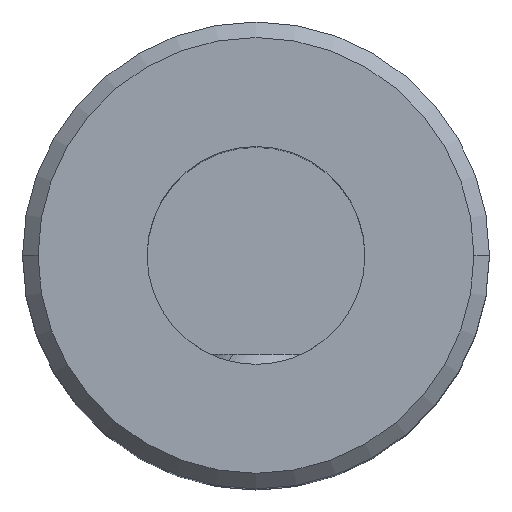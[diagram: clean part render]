
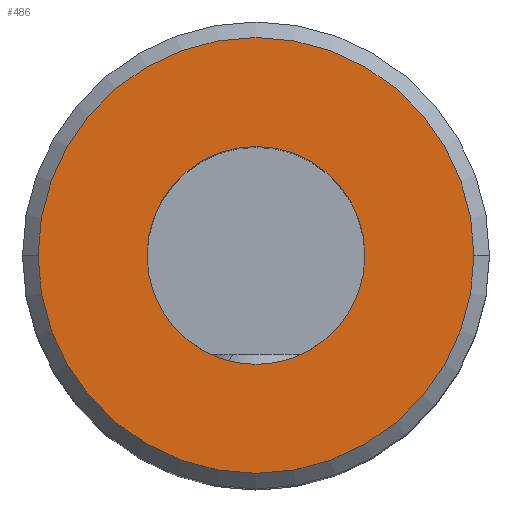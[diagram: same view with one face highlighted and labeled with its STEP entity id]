
A CAD part, top view. The second image highlights one B-rep face of the part: STEP entity #486.
In plain terms, the highlighted planar face has unit normal (0, 0, 1).
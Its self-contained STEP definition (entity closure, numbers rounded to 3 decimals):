
#486=ADVANCED_FACE('',(#632,#633),#613,.F.);
#613=PLANE('',#2063);
#632=FACE_BOUND('',#648,.T.);
#633=FACE_BOUND('',#649,.T.);
#648=EDGE_LOOP('',(#784,#785));
#649=EDGE_LOOP('',(#786,#787));
#784=ORIENTED_EDGE('',*,*,#1598,.T.);
#785=ORIENTED_EDGE('',*,*,#1599,.T.);
#786=ORIENTED_EDGE('',*,*,#1600,.T.);
#787=ORIENTED_EDGE('',*,*,#1601,.T.);
#1404=VERTEX_POINT('',#2958);
#1405=VERTEX_POINT('',#2959);
#1406=VERTEX_POINT('',#2962);
#1407=VERTEX_POINT('',#2963);
#1598=EDGE_CURVE('',#1404,#1405,#1908,.T.);
#1599=EDGE_CURVE('',#1405,#1404,#1909,.T.);
#1600=EDGE_CURVE('',#1406,#1407,#1910,.T.);
#1601=EDGE_CURVE('',#1407,#1406,#1911,.T.);
#1908=CIRCLE('',#2059,14.);
#1909=CIRCLE('',#2060,14.);
#1910=CIRCLE('',#2061,7.);
#1911=CIRCLE('',#2062,7.);
#2059=AXIS2_PLACEMENT_3D('',#2957,#2338,#2339);
#2060=AXIS2_PLACEMENT_3D('',#2960,#2340,#2341);
#2061=AXIS2_PLACEMENT_3D('',#2961,#2342,#2343);
#2062=AXIS2_PLACEMENT_3D('',#2964,#2344,#2345);
#2063=AXIS2_PLACEMENT_3D('',#2965,#2346,#2347);
#2338=DIRECTION('',(0.,0.,1.));
#2339=DIRECTION('',(-1.,0.,0.));
#2340=DIRECTION('',(0.,0.,1.));
#2341=DIRECTION('',(-1.,0.,0.));
#2342=DIRECTION('',(0.,0.,-1.));
#2343=DIRECTION('',(-1.,0.,0.));
#2344=DIRECTION('',(0.,0.,-1.));
#2345=DIRECTION('',(-1.,0.,0.));
#2346=DIRECTION('',(0.,0.,-1.));
#2347=DIRECTION('',(-1.,0.,0.));
#2957=CARTESIAN_POINT('',(0.,0.,40.));
#2958=CARTESIAN_POINT('',(-14.,0.,40.));
#2959=CARTESIAN_POINT('',(14.,0.,40.));
#2960=CARTESIAN_POINT('',(0.,0.,40.));
#2961=CARTESIAN_POINT('',(0.,0.,40.));
#2962=CARTESIAN_POINT('',(-7.,0.,40.));
#2963=CARTESIAN_POINT('',(7.,0.,40.));
#2964=CARTESIAN_POINT('',(0.,0.,40.));
#2965=CARTESIAN_POINT('',(0.,0.,40.));
